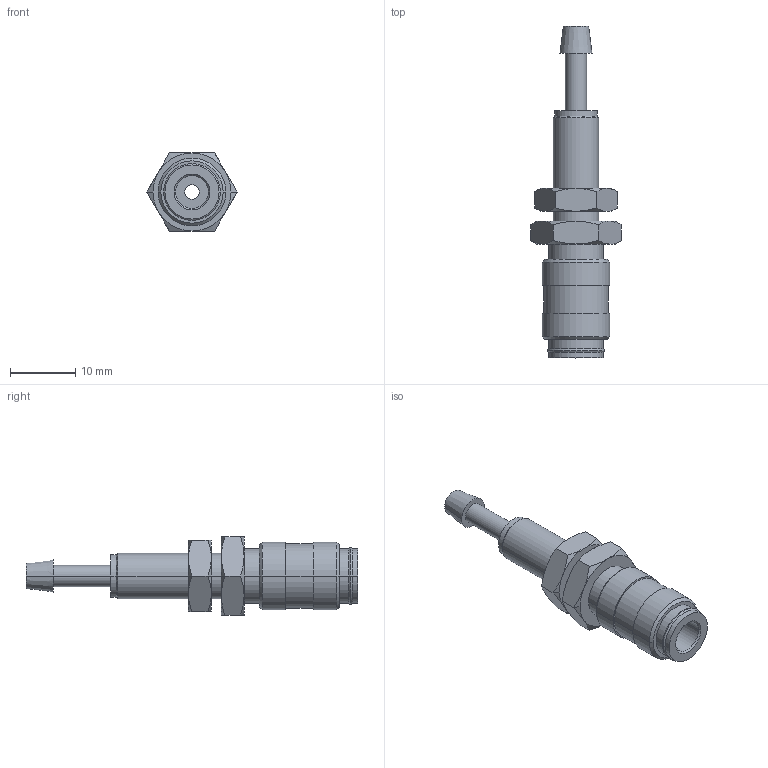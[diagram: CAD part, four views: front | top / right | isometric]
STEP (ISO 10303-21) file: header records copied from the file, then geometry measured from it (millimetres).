
FILE_DESCRIPTION(('STEP AP214'),'1');
FILE_NAME('ESMCE_3_TSVAB.stp','2020-08-17T11:38:49',('TraceParts'),('TraceParts S.A.'),'Spatial InterOp 3D',' ',' ');
FILE_SCHEMA(('AUTOMOTIVE_DESIGN { 1 0 10303 214 1 1 1 1 }'));
Length unit declared in the file: millimetre
Products named in the file (1): ESMCE_3_TSVAB_1
Bounding box: 13.86 x 51 x 12 mm (x, y, z)
Volume: 2360.8 mm3; surface area: 2300.4 mm2
Topology: 2 solids, 2 shells, 99 faces, 206 edges, 120 vertices
Faces by surface type: cone 46, plane 25, cylinder 24, torus 4
Entity records: 3232 total; most frequent: CARTESIAN_POINT 619, DIRECTION 460, ORIENTED_EDGE 412, EDGE_CURVE 206, AXIS2_PLACEMENT_3D 201, VERTEX_POINT 120, EDGE_LOOP 112, CIRCLE 100
